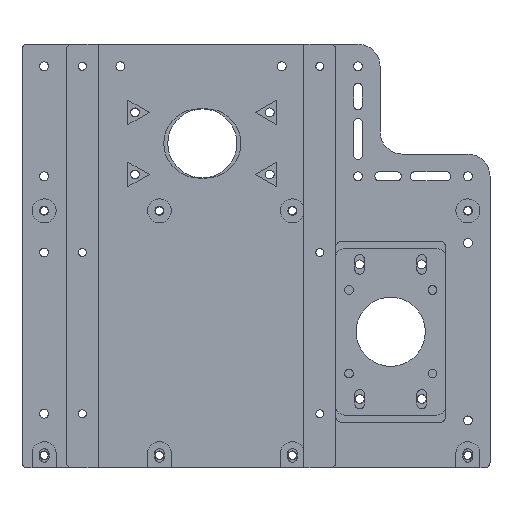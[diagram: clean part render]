
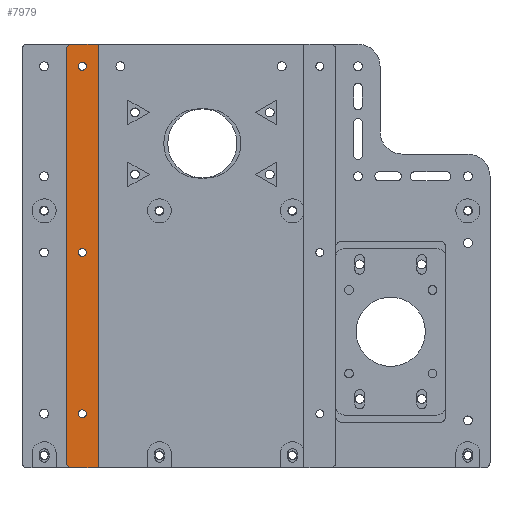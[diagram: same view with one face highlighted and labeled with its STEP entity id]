
A CAD part, front view. The second image highlights one B-rep face of the part: STEP entity #7979.
In plain terms, the highlighted planar face has unit normal (0, -1, 0).
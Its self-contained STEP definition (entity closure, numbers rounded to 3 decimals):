
#242=FACE_BOUND('',#1428,.T.);
#243=FACE_BOUND('',#1429,.T.);
#244=FACE_BOUND('',#1430,.T.);
#450=PLANE('',#8729);
#835=FACE_OUTER_BOUND('',#1427,.T.);
#1427=EDGE_LOOP('',(#7213,#7214,#7215,#7216,#7217,#7218));
#1428=EDGE_LOOP('',(#7219));
#1429=EDGE_LOOP('',(#7220));
#1430=EDGE_LOOP('',(#7221));
#2114=LINE('',#13022,#2871);
#2127=LINE('',#13064,#2884);
#2142=LINE('',#13103,#2899);
#2150=LINE('',#13119,#2907);
#2871=VECTOR('',#10765,10.);
#2884=VECTOR('',#10800,10.);
#2899=VECTOR('',#10841,10.);
#2907=VECTOR('',#10859,10.);
#3301=CIRCLE('',#8698,3.);
#3310=CIRCLE('',#8710,3.);
#3312=CIRCLE('',#8714,2.25);
#3314=CIRCLE('',#8717,2.25);
#3316=CIRCLE('',#8720,2.25);
#3983=VERTEX_POINT('',#13009);
#3984=VERTEX_POINT('',#13010);
#3988=VERTEX_POINT('',#13020);
#4001=VERTEX_POINT('',#13050);
#4006=VERTEX_POINT('',#13062);
#4009=VERTEX_POINT('',#13071);
#4012=VERTEX_POINT('',#13080);
#4015=VERTEX_POINT('',#13089);
#4017=VERTEX_POINT('',#13101);
#5046=EDGE_CURVE('',#3983,#3984,#3301,.T.);
#5052=EDGE_CURVE('',#3983,#3988,#2114,.T.);
#5066=EDGE_CURVE('',#4001,#3988,#3310,.T.);
#5073=EDGE_CURVE('',#4001,#4006,#2127,.T.);
#5078=EDGE_CURVE('',#4009,#4009,#3312,.T.);
#5083=EDGE_CURVE('',#4012,#4012,#3314,.T.);
#5088=EDGE_CURVE('',#4015,#4015,#3316,.T.);
#5094=EDGE_CURVE('',#4017,#4006,#2142,.T.);
#5102=EDGE_CURVE('',#3984,#4017,#2150,.F.);
#7213=ORIENTED_EDGE('',*,*,#5046,.F.);
#7214=ORIENTED_EDGE('',*,*,#5052,.T.);
#7215=ORIENTED_EDGE('',*,*,#5066,.F.);
#7216=ORIENTED_EDGE('',*,*,#5073,.T.);
#7217=ORIENTED_EDGE('',*,*,#5094,.F.);
#7218=ORIENTED_EDGE('',*,*,#5102,.F.);
#7219=ORIENTED_EDGE('',*,*,#5078,.T.);
#7220=ORIENTED_EDGE('',*,*,#5083,.T.);
#7221=ORIENTED_EDGE('',*,*,#5088,.T.);
#7979=ADVANCED_FACE('',(#835,#242,#243,#244),#450,.T.);
#8698=AXIS2_PLACEMENT_3D('',#13011,#10755,#10756);
#8710=AXIS2_PLACEMENT_3D('',#13051,#10790,#10791);
#8714=AXIS2_PLACEMENT_3D('',#13073,#10808,#10809);
#8717=AXIS2_PLACEMENT_3D('',#13082,#10817,#10818);
#8720=AXIS2_PLACEMENT_3D('',#13091,#10826,#10827);
#8729=AXIS2_PLACEMENT_3D('',#13118,#10857,#10858);
#10755=DIRECTION('center_axis',(0.,1.,0.));
#10756=DIRECTION('ref_axis',(-0.707,0.,0.707));
#10765=DIRECTION('',(0.,0.,-1.));
#10790=DIRECTION('center_axis',(0.,1.,0.));
#10791=DIRECTION('ref_axis',(-0.707,0.,-0.707));
#10800=DIRECTION('',(1.,0.,0.));
#10808=DIRECTION('center_axis',(0.,1.,0.));
#10809=DIRECTION('ref_axis',(1.,0.,0.));
#10817=DIRECTION('center_axis',(0.,1.,0.));
#10818=DIRECTION('ref_axis',(1.,0.,0.));
#10826=DIRECTION('center_axis',(0.,1.,0.));
#10827=DIRECTION('ref_axis',(1.,0.,0.));
#10841=DIRECTION('',(0.,0.,-1.));
#10857=DIRECTION('center_axis',(0.,-1.,0.));
#10858=DIRECTION('ref_axis',(-1.,0.,0.));
#10859=DIRECTION('',(-1.,0.,0.));
#13009=CARTESIAN_POINT('',(0.,-34.,223.5));
#13010=CARTESIAN_POINT('',(3.,-34.,226.5));
#13011=CARTESIAN_POINT('Origin',(3.,-34.,223.5));
#13020=CARTESIAN_POINT('',(0.,-34.,-9.5));
#13022=CARTESIAN_POINT('',(0.,-34.,251.5));
#13050=CARTESIAN_POINT('',(3.,-34.,-12.5));
#13051=CARTESIAN_POINT('Origin',(3.,-34.,-9.5));
#13062=CARTESIAN_POINT('',(18.,-34.,-12.5));
#13064=CARTESIAN_POINT('',(13.5,-34.,-12.5));
#13071=CARTESIAN_POINT('',(6.75,-34.,214.));
#13073=CARTESIAN_POINT('Origin',(9.,-34.,214.));
#13080=CARTESIAN_POINT('',(6.75,-34.,109.));
#13082=CARTESIAN_POINT('Origin',(9.,-34.,109.));
#13089=CARTESIAN_POINT('',(6.75,-34.,18.));
#13091=CARTESIAN_POINT('Origin',(9.,-34.,18.));
#13101=CARTESIAN_POINT('',(18.,-34.,226.5));
#13103=CARTESIAN_POINT('',(18.,-34.,251.5));
#13118=CARTESIAN_POINT('Origin',(18.,-34.,251.5));
#13119=CARTESIAN_POINT('',(13.5,-34.,226.5));
